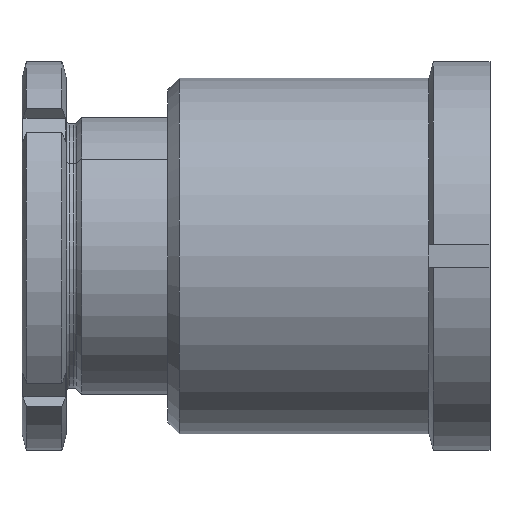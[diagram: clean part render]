
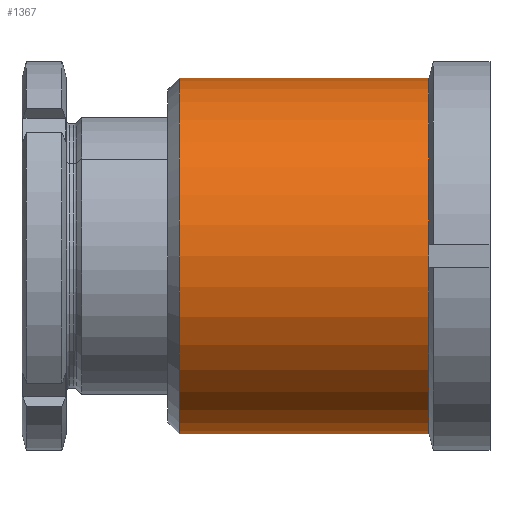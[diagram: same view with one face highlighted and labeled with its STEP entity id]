
A CAD part, left-side view. The second image highlights one B-rep face of the part: STEP entity #1367.
In plain terms, the highlighted cylindrical face has radius 32 mm (diameter 64 mm), a partial arc.
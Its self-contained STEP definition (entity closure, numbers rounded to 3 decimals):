
#52 = DIRECTION ( 'NONE',  ( 0., 1., 0. ) ) ;
#80 = DIRECTION ( 'NONE',  ( 0., 0., -1. ) ) ;
#160 = DIRECTION ( 'NONE',  ( 0., 0., 1. ) ) ;
#222 = FACE_OUTER_BOUND ( 'NONE', #2667, .T. ) ;
#236 = VERTEX_POINT ( 'NONE', #1660 ) ;
#240 = DIRECTION ( 'NONE',  ( 0., 1., 0. ) ) ;
#307 = VERTEX_POINT ( 'NONE', #1045 ) ;
#339 = VERTEX_POINT ( 'NONE', #447 ) ;
#444 = EDGE_CURVE ( 'NONE', #2517, #307, #2836, .T. ) ;
#447 = CARTESIAN_POINT ( 'NONE',  ( 0., -47., 32. ) ) ;
#512 = ORIENTED_EDGE ( 'NONE', *, *, #875, .T. ) ;
#529 = CARTESIAN_POINT ( 'NONE',  ( 0., -2.1, 0. ) ) ;
#616 = DIRECTION ( 'NONE',  ( 0., 1., 0. ) ) ;
#620 = CIRCLE ( 'NONE', #2396, 32. ) ;
#626 = AXIS2_PLACEMENT_3D ( 'NONE', #529, #2081, #80 ) ;
#846 = DIRECTION ( 'NONE',  ( 0., 0., 1. ) ) ;
#875 = EDGE_CURVE ( 'NONE', #236, #1831, #1080, .T. ) ;
#876 = LINE ( 'NONE', #1805, #925 ) ;
#882 = AXIS2_PLACEMENT_3D ( 'NONE', #1163, #240, #1589 ) ;
#907 = AXIS2_PLACEMENT_3D ( 'NONE', #2624, #616, #846 ) ;
#925 = VECTOR ( 'NONE', #52, 1000. ) ;
#997 = VECTOR ( 'NONE', #2134, 1000. ) ;
#1012 = ORIENTED_EDGE ( 'NONE', *, *, #1763, .F. ) ;
#1045 = CARTESIAN_POINT ( 'NONE',  ( 0., -2.1, -32. ) ) ;
#1080 = CIRCLE ( 'NONE', #882, 32. ) ;
#1163 = CARTESIAN_POINT ( 'NONE',  ( 0., -47., 0. ) ) ;
#1210 = ORIENTED_EDGE ( 'NONE', *, *, #1960, .T. ) ;
#1367 = ADVANCED_FACE ( 'NONE', ( #222 ), #1869, .T. ) ;
#1486 = LINE ( 'NONE', #1733, #997 ) ;
#1507 = ORIENTED_EDGE ( 'NONE', *, *, #2076, .T. ) ;
#1567 = CARTESIAN_POINT ( 'NONE',  ( -32., -47., 0. ) ) ;
#1589 = DIRECTION ( 'NONE',  ( 0., 0., 1. ) ) ;
#1660 = CARTESIAN_POINT ( 'NONE',  ( 0., -47., -32. ) ) ;
#1710 = CARTESIAN_POINT ( 'NONE',  ( 0., -2.1, 32. ) ) ;
#1721 = CARTESIAN_POINT ( 'NONE',  ( 0., -47., 0. ) ) ;
#1733 = CARTESIAN_POINT ( 'NONE',  ( 0., 10.447, -32. ) ) ;
#1763 = EDGE_CURVE ( 'NONE', #236, #307, #1486, .T. ) ;
#1805 = CARTESIAN_POINT ( 'NONE',  ( 0., 10.447, 32. ) ) ;
#1831 = VERTEX_POINT ( 'NONE', #1567 ) ;
#1869 = CYLINDRICAL_SURFACE ( 'NONE', #907, 32. ) ;
#1960 = EDGE_CURVE ( 'NONE', #339, #2517, #876, .T. ) ;
#2076 = EDGE_CURVE ( 'NONE', #1831, #339, #620, .T. ) ;
#2081 = DIRECTION ( 'NONE',  ( 0., -1., 0. ) ) ;
#2134 = DIRECTION ( 'NONE',  ( 0., 1., 0. ) ) ;
#2396 = AXIS2_PLACEMENT_3D ( 'NONE', #1721, #2785, #160 ) ;
#2517 = VERTEX_POINT ( 'NONE', #1710 ) ;
#2550 = ORIENTED_EDGE ( 'NONE', *, *, #444, .T. ) ;
#2624 = CARTESIAN_POINT ( 'NONE',  ( 0., 10.447, 0. ) ) ;
#2667 = EDGE_LOOP ( 'NONE', ( #1012, #512, #1507, #1210, #2550 ) ) ;
#2785 = DIRECTION ( 'NONE',  ( 0., 1., 0. ) ) ;
#2836 = CIRCLE ( 'NONE', #626, 32. ) ;
